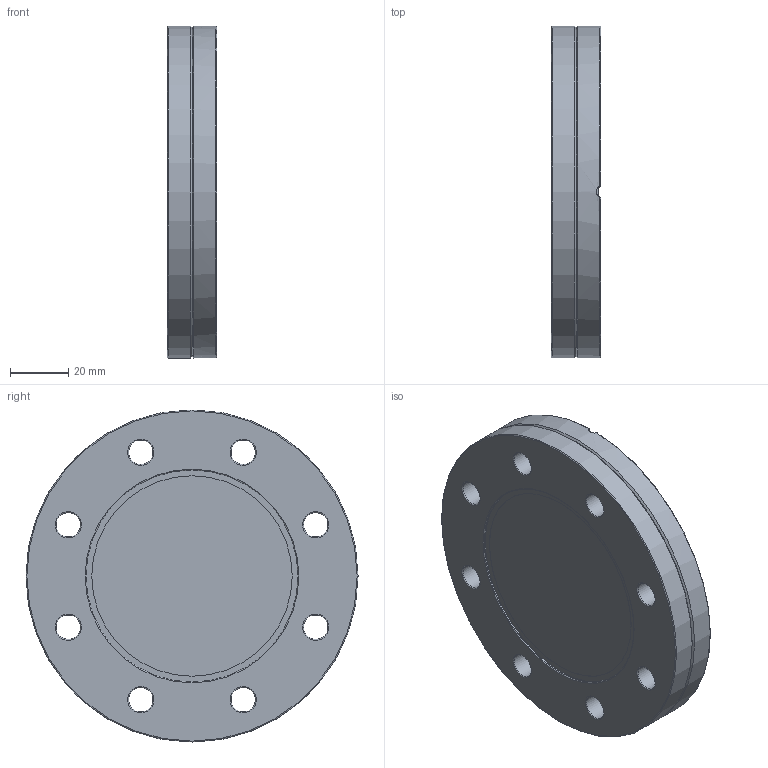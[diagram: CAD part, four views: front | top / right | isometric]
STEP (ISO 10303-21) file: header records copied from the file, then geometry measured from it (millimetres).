
FILE_DESCRIPTION (( 'STEP AP214' ), '1' );
FILE_NAME ('HK1CF63FULLVAC.STEP', '2025-05-21T12:19:30', ( '' ), ( '' ), 'SwSTEP 2.0', 'SolidWorks 2017', '' );
FILE_SCHEMA (( 'AUTOMOTIVE_DESIGN' ));
Length unit declared in the file: millimetre
Products named in the file (1): HK1CF63FULLVAC
Bounding box: 17 x 114.3 x 114.3 mm (x, y, z)
Volume: 119714.4 mm3; surface area: 35785.8 mm2
Topology: 2 solids, 2 shells, 62 faces, 148 edges, 93 vertices
Faces by surface type: cylinder 25, torus 24, plane 9, cone 4
Full cylindrical faces by diameter (mm): 8.4 x8, 65 x2, 69 x1, 73 x2, 114.3 x2
Entity records: 1665 total; most frequent: CARTESIAN_POINT 385, DIRECTION 262, ORIENTED_EDGE 192, AXIS2_PLACEMENT_3D 127, EDGE_LOOP 122, FACE_OUTER_BOUND 97, EDGE_CURVE 96, VERTEX_POINT 80
